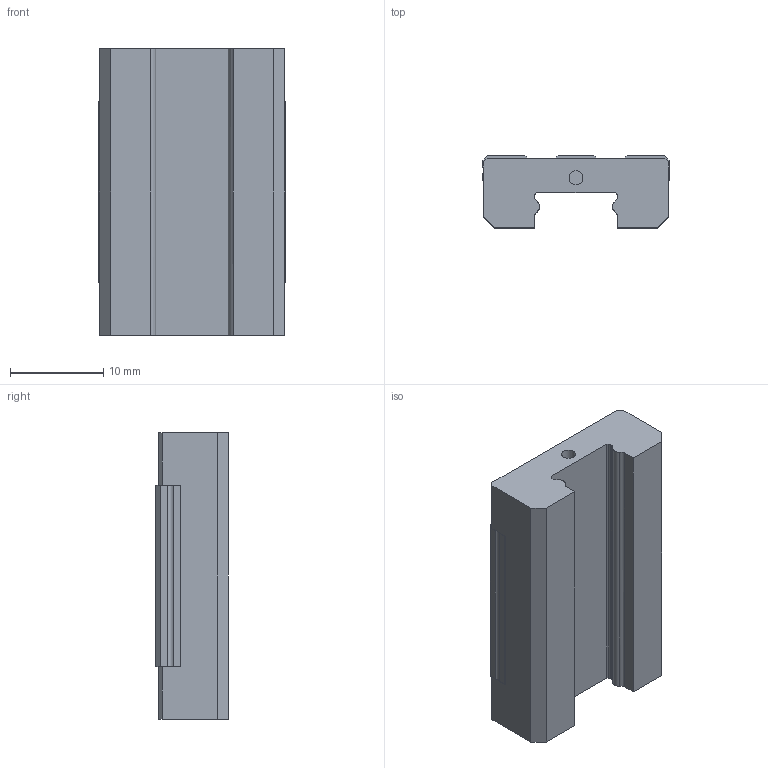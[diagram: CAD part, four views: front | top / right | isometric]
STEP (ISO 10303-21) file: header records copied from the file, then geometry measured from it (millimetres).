
FILE_DESCRIPTION(/* description */ (''),/* implementation_level */ '2;1');
FILE_NAME(/* name */ 'MB09SN.stp',/* time_stamp */ '2015-06-18T17:01:43+08:00',/* author */ ('carryzheng'),/* organization */ (''),/* preprocessor_version */ 'ST-DEVELOPER v15.6',/* originating_system */ 'Autodesk Inventor 2015',/* authorisation */ '');
FILE_SCHEMA (('AUTOMOTIVE_DESIGN { 1 0 10303 214 3 1 1 }'));
Length unit declared in the file: millimetre
Products named in the file (2): MBG09_預設; MB09SN
Assembly tree (1 placements, depth 2):
  MB09SN
    MBG09_預設
Bounding box: 20 x 7.8 x 30.8 mm (x, y, z)
Volume: 3499.9 mm3; surface area: 2381 mm2
Topology: 1 solids, 2 shells, 112 faces, 278 edges, 180 vertices
Faces by surface type: plane 72, cylinder 24, cone 8, bspline 8
Full cylindrical faces by diameter (mm): 1.5 x2, 2.5 x4, 3 x4
Entity records: 3430 total; most frequent: CARTESIAN_POINT 827, ORIENTED_EDGE 512, DIRECTION 510, EDGE_CURVE 256, LINE 184, VECTOR 184, VERTEX_POINT 176, AXIS2_PLACEMENT_3D 163
